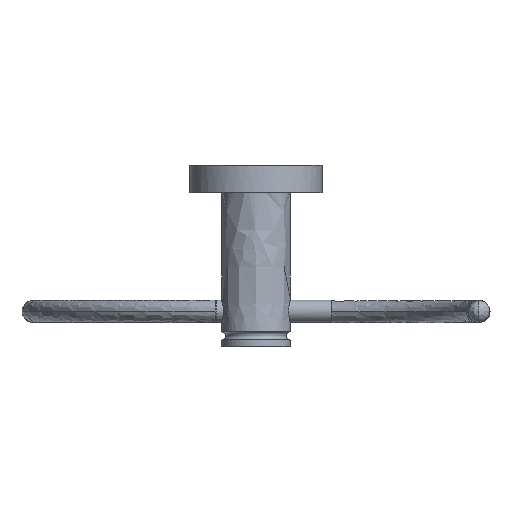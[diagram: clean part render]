
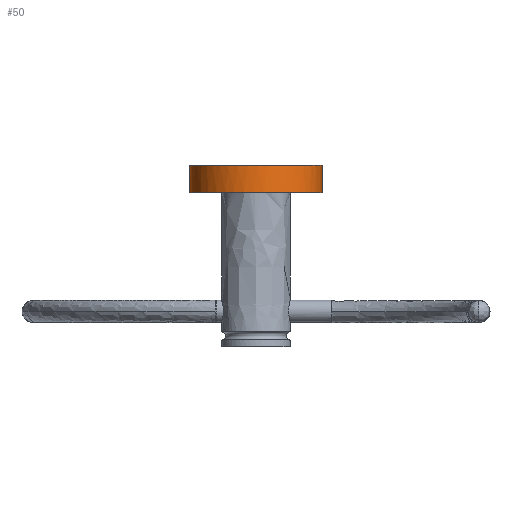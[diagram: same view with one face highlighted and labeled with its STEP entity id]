
A CAD part, top view. The second image highlights one B-rep face of the part: STEP entity #50.
In plain terms, the highlighted free-form (B-spline) face has degree [3, 1] with [4, 2] control points.
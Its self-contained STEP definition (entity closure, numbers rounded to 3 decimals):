
#50=ADVANCED_FACE('',(#68),#570,.T.);
#68=FACE_OUTER_BOUND('',#86,.T.);
#86=EDGE_LOOP('',(#105,#106,#107,#108));
#105=ORIENTED_EDGE('',*,*,#441,.T.);
#106=ORIENTED_EDGE('',*,*,#442,.T.);
#107=ORIENTED_EDGE('',*,*,#443,.T.);
#108=ORIENTED_EDGE('',*,*,#444,.T.);
#173=PCURVE('',#570,#241);
#174=PCURVE('',#570,#242);
#175=PCURVE('',#570,#243);
#176=PCURVE('',#570,#244);
#178=PCURVE('',#571,#246);
#180=PCURVE('',#571,#248);
#241=DEFINITIONAL_REPRESENTATION('',(#309),#1640);
#242=DEFINITIONAL_REPRESENTATION('',(#310),#1640);
#243=DEFINITIONAL_REPRESENTATION('',(#311),#1640);
#244=DEFINITIONAL_REPRESENTATION('',(#312),#1640);
#246=DEFINITIONAL_REPRESENTATION('',(#314),#1640);
#248=DEFINITIONAL_REPRESENTATION('',(#316),#1640);
#309=B_SPLINE_CURVE_WITH_KNOTS('',1,(#632,#633),.UNSPECIFIED.,.F.,.F.,(2,
2),(0.,1.),.UNSPECIFIED.);
#310=B_SPLINE_CURVE_WITH_KNOTS('',1,(#638,#639),.UNSPECIFIED.,.F.,.F.,(2,
2),(-0.5,0.),.UNSPECIFIED.);
#311=B_SPLINE_CURVE_WITH_KNOTS('',1,(#642,#643),.UNSPECIFIED.,.F.,.F.,(2,
2),(-1.,0.),.UNSPECIFIED.);
#312=B_SPLINE_CURVE_WITH_KNOTS('',1,(#648,#649),.UNSPECIFIED.,.F.,.F.,(2,
2),(0.,0.5),.UNSPECIFIED.);
#314=B_SPLINE_CURVE_WITH_KNOTS('',1,(#656,#657),.UNSPECIFIED.,.F.,.F.,(2,
2),(-1.,0.),.UNSPECIFIED.);
#316=B_SPLINE_CURVE_WITH_KNOTS('',1,(#664,#665),.UNSPECIFIED.,.F.,.F.,(2,
2),(0.,1.),.UNSPECIFIED.);
#389=SURFACE_CURVE('',#493,(#173,#180),.PCURVE_S1.);
#390=SURFACE_CURVE('',#494,(#174),.PCURVE_S1.);
#391=SURFACE_CURVE('',#495,(#175,#178),.PCURVE_S1.);
#392=SURFACE_CURVE('',#496,(#176),.PCURVE_S1.);
#441=EDGE_CURVE('',#535,#536,#389,.T.);
#442=EDGE_CURVE('',#536,#534,#390,.T.);
#443=EDGE_CURVE('',#534,#533,#391,.T.);
#444=EDGE_CURVE('',#533,#535,#392,.T.);
#493=(
BOUNDED_CURVE()
B_SPLINE_CURVE(1,(#630,#631),.UNSPECIFIED.,.F.,.F.)
B_SPLINE_CURVE_WITH_KNOTS((2,2),(0.,1.),.UNSPECIFIED.)
CURVE()
GEOMETRIC_REPRESENTATION_ITEM()
RATIONAL_B_SPLINE_CURVE((1.,1.))
REPRESENTATION_ITEM('')
);
#494=(
BOUNDED_CURVE()
B_SPLINE_CURVE(3,(#634,#635,#636,#637),.UNSPECIFIED.,.F.,.F.)
B_SPLINE_CURVE_WITH_KNOTS((4,4),(-0.5,0.),.UNSPECIFIED.)
CURVE()
GEOMETRIC_REPRESENTATION_ITEM()
RATIONAL_B_SPLINE_CURVE((1.,0.333,0.333,1.))
REPRESENTATION_ITEM('')
);
#495=(
BOUNDED_CURVE()
B_SPLINE_CURVE(1,(#640,#641),.UNSPECIFIED.,.F.,.F.)
B_SPLINE_CURVE_WITH_KNOTS((2,2),(-1.,0.),.UNSPECIFIED.)
CURVE()
GEOMETRIC_REPRESENTATION_ITEM()
RATIONAL_B_SPLINE_CURVE((1.,1.))
REPRESENTATION_ITEM('')
);
#496=(
BOUNDED_CURVE()
B_SPLINE_CURVE(3,(#644,#645,#646,#647),.UNSPECIFIED.,.F.,.F.)
B_SPLINE_CURVE_WITH_KNOTS((4,4),(0.,0.5),.UNSPECIFIED.)
CURVE()
GEOMETRIC_REPRESENTATION_ITEM()
RATIONAL_B_SPLINE_CURVE((1.,0.333,0.333,1.))
REPRESENTATION_ITEM('')
);
#533=VERTEX_POINT('',#626);
#534=VERTEX_POINT('',#627);
#535=VERTEX_POINT('',#628);
#536=VERTEX_POINT('',#629);
#570=(
BOUNDED_SURFACE()
B_SPLINE_SURFACE(3,1,((#610,#611),(#612,#613),(#614,#615),(#616,#617)),
 .UNSPECIFIED.,.F.,.F.,.F.)
B_SPLINE_SURFACE_WITH_KNOTS((4,4),(2,2),(0.,0.5),(0.,1.),.UNSPECIFIED.)
GEOMETRIC_REPRESENTATION_ITEM()
RATIONAL_B_SPLINE_SURFACE(((1.,1.),(0.333,0.333),
(0.333,0.333),(1.,1.)))
REPRESENTATION_ITEM('')
SURFACE()
);
#571=(
BOUNDED_SURFACE()
B_SPLINE_SURFACE(3,1,((#618,#619),(#620,#621),(#622,#623),(#624,#625)),
 .UNSPECIFIED.,.F.,.F.,.F.)
B_SPLINE_SURFACE_WITH_KNOTS((4,4),(2,2),(0.5,1.),(0.,1.),.UNSPECIFIED.)
GEOMETRIC_REPRESENTATION_ITEM()
RATIONAL_B_SPLINE_SURFACE(((1.,1.),(0.333,0.333),
(0.333,0.333),(1.,1.)))
REPRESENTATION_ITEM('')
SURFACE()
);
#610=CARTESIAN_POINT('',(-24.,-47.342,103.342));
#611=CARTESIAN_POINT('',(-24.,-37.342,103.342));
#612=CARTESIAN_POINT('',(-24.,-47.342,151.342));
#613=CARTESIAN_POINT('',(-24.,-37.342,151.342));
#614=CARTESIAN_POINT('',(24.,-47.342,151.342));
#615=CARTESIAN_POINT('',(24.,-37.342,151.342));
#616=CARTESIAN_POINT('',(24.,-47.342,103.342));
#617=CARTESIAN_POINT('',(24.,-37.342,103.342));
#618=CARTESIAN_POINT('',(24.,-47.342,103.342));
#619=CARTESIAN_POINT('',(24.,-37.342,103.342));
#620=CARTESIAN_POINT('',(24.,-47.342,55.342));
#621=CARTESIAN_POINT('',(24.,-37.342,55.342));
#622=CARTESIAN_POINT('',(-24.,-47.342,55.342));
#623=CARTESIAN_POINT('',(-24.,-37.342,55.342));
#624=CARTESIAN_POINT('',(-24.,-47.342,103.342));
#625=CARTESIAN_POINT('',(-24.,-37.342,103.342));
#626=CARTESIAN_POINT('',(-24.,-47.342,103.342));
#627=CARTESIAN_POINT('',(-24.,-37.342,103.342));
#628=CARTESIAN_POINT('',(24.,-47.342,103.342));
#629=CARTESIAN_POINT('',(24.,-37.342,103.342));
#630=CARTESIAN_POINT('',(24.,-47.342,103.342));
#631=CARTESIAN_POINT('',(24.,-37.342,103.342));
#632=CARTESIAN_POINT('',(0.5,0.));
#633=CARTESIAN_POINT('',(0.5,1.));
#634=CARTESIAN_POINT('',(24.,-37.342,103.342));
#635=CARTESIAN_POINT('',(24.,-37.342,151.342));
#636=CARTESIAN_POINT('',(-24.,-37.342,151.342));
#637=CARTESIAN_POINT('',(-24.,-37.342,103.342));
#638=CARTESIAN_POINT('',(0.5,1.));
#639=CARTESIAN_POINT('',(0.,1.));
#640=CARTESIAN_POINT('',(-24.,-37.342,103.342));
#641=CARTESIAN_POINT('',(-24.,-47.342,103.342));
#642=CARTESIAN_POINT('',(0.,1.));
#643=CARTESIAN_POINT('',(0.,0.));
#644=CARTESIAN_POINT('',(-24.,-47.342,103.342));
#645=CARTESIAN_POINT('',(-24.,-47.342,151.342));
#646=CARTESIAN_POINT('',(24.,-47.342,151.342));
#647=CARTESIAN_POINT('',(24.,-47.342,103.342));
#648=CARTESIAN_POINT('',(0.,0.));
#649=CARTESIAN_POINT('',(0.5,0.));
#656=CARTESIAN_POINT('',(1.,1.));
#657=CARTESIAN_POINT('',(1.,0.));
#664=CARTESIAN_POINT('',(0.5,0.));
#665=CARTESIAN_POINT('',(0.5,1.));
#1640=(
GEOMETRIC_REPRESENTATION_CONTEXT(2)
PARAMETRIC_REPRESENTATION_CONTEXT()
REPRESENTATION_CONTEXT('pspace','')
);
